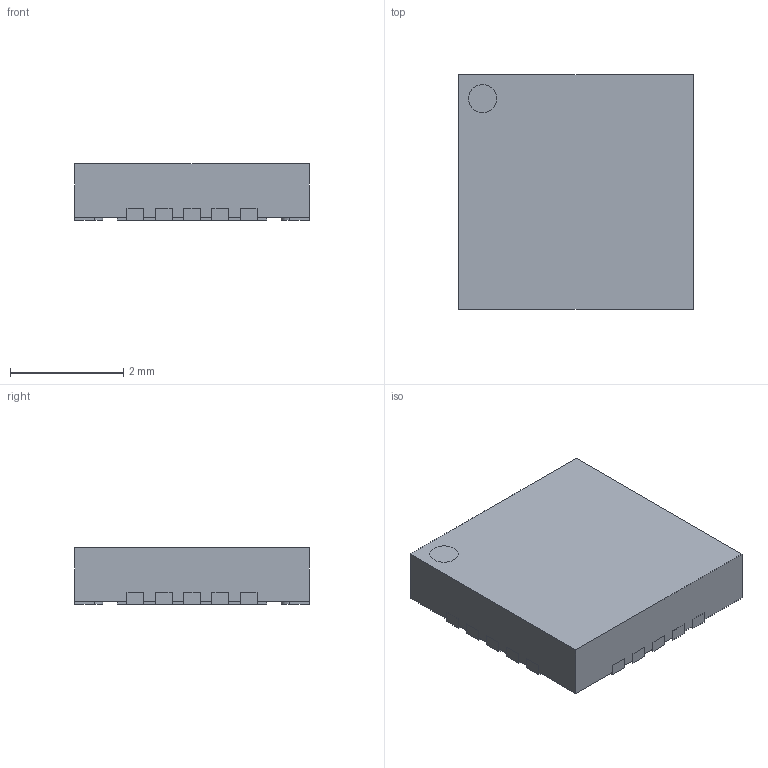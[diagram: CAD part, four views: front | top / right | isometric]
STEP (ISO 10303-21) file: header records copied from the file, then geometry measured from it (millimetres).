
FILE_DESCRIPTION((''),'2;1');
FILE_NAME('QFN50P400X400X100-21N-S265.stp','2011-08-03T13:39:56',(''),(''),'Mechanical Desktop 2011','Mechanical Desktop 2011',', , ');
FILE_SCHEMA(('AUTOMOTIVE_DESIGN { 1 2 10303 214 1 1 1 1 }'));
Length unit declared in the file: millimetre
Products named in the file (1): Product
Bounding box: 4.15 x 4.15 x 1 mm (x, y, z)
Volume: 17.2 mm3; surface area: 94 mm2
Topology: 24 solids, 24 shells, 225 faces, 528 edges, 352 vertices
Faces by surface type: plane 101, bspline 100, cylinder 24
Entity records: 6686 total; most frequent: CARTESIAN_POINT 1686, ORIENTED_EDGE 1056, DIRECTION 868, EDGE_CURVE 528, VECTOR 440, LINE 440, VERTEX_POINT 352, EDGE_LOOP 226
